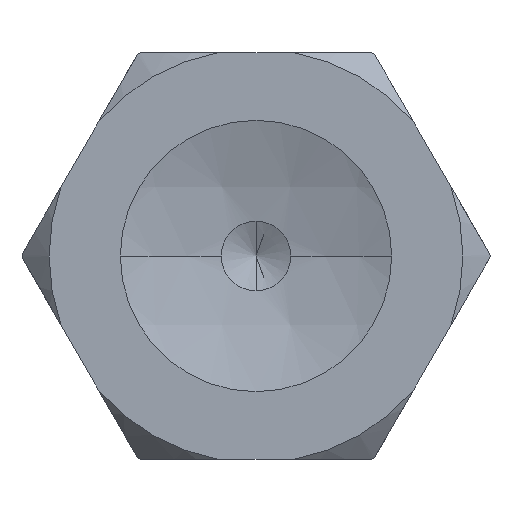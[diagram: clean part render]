
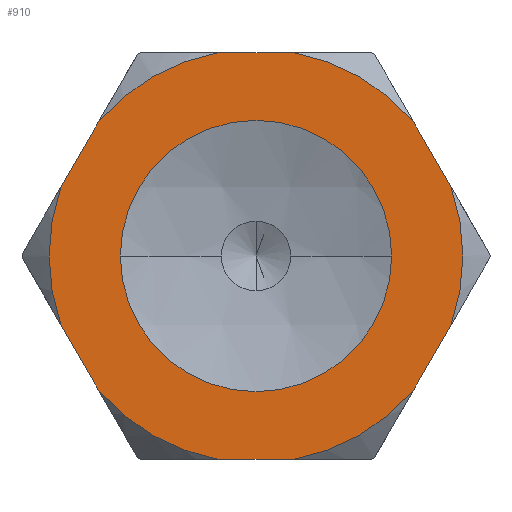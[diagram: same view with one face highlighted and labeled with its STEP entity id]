
A CAD part, front view. The second image highlights one B-rep face of the part: STEP entity #910.
In plain terms, the highlighted planar face has unit normal (0, -1, 0).
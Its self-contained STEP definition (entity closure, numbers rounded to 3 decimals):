
#6 = EDGE_CURVE ( 'NONE', #452, #848, #1277, .T. ) ;
#16 = CARTESIAN_POINT ( 'NONE',  ( 6.928, -10., -12. ) ) ;
#74 = FACE_BOUND ( 'NONE', #1195, .T. ) ;
#82 = EDGE_CURVE ( 'NONE', #1360, #1126, #1286, .T. ) ;
#83 = DIRECTION ( 'NONE',  ( 0., 0., 1. ) ) ;
#88 = LINE ( 'NONE', #908, #914 ) ;
#89 = ORIENTED_EDGE ( 'NONE', *, *, #446, .T. ) ;
#93 = AXIS2_PLACEMENT_3D ( 'NONE', #1370, #729, #83 ) ;
#98 = AXIS2_PLACEMENT_3D ( 'NONE', #870, #224, #982 ) ;
#109 = CIRCLE ( 'NONE', #1309, 12.2 ) ;
#184 = CARTESIAN_POINT ( 'NONE',  ( 0., -10., 0. ) ) ;
#191 = VECTOR ( 'NONE', #575, 1000. ) ;
#216 = EDGE_CURVE ( 'NONE', #1307, #644, #1155, .T. ) ;
#224 = DIRECTION ( 'NONE',  ( 0., 1., 0. ) ) ;
#246 = CARTESIAN_POINT ( 'NONE',  ( 0., -10., 0. ) ) ;
#251 = CARTESIAN_POINT ( 'NONE',  ( -8., -10., 0. ) ) ;
#269 = VERTEX_POINT ( 'NONE', #1208 ) ;
#277 = EDGE_CURVE ( 'NONE', #338, #269, #1088, .T. ) ;
#278 = CARTESIAN_POINT ( 'NONE',  ( 13.856, -10., 0. ) ) ;
#287 = ORIENTED_EDGE ( 'NONE', *, *, #1235, .T. ) ;
#288 = AXIS2_PLACEMENT_3D ( 'NONE', #626, #1367, #726 ) ;
#299 = CARTESIAN_POINT ( 'NONE',  ( 9.292, -10., 7.905 ) ) ;
#303 = DIRECTION ( 'NONE',  ( 0., 0., -1. ) ) ;
#316 = VECTOR ( 'NONE', #438, 1000. ) ;
#335 = VERTEX_POINT ( 'NONE', #585 ) ;
#338 = VERTEX_POINT ( 'NONE', #371 ) ;
#349 = ORIENTED_EDGE ( 'NONE', *, *, #82, .T. ) ;
#359 = DIRECTION ( 'NONE',  ( 0., 0., -1. ) ) ;
#371 = CARTESIAN_POINT ( 'NONE',  ( -11.492, -10., 4.095 ) ) ;
#373 = EDGE_CURVE ( 'NONE', #848, #1360, #651, .T. ) ;
#382 = CARTESIAN_POINT ( 'NONE',  ( 0., -10., 0. ) ) ;
#387 = VECTOR ( 'NONE', #735, 1000. ) ;
#393 = DIRECTION ( 'NONE',  ( 0., -1., 0. ) ) ;
#398 = CARTESIAN_POINT ( 'NONE',  ( -9.292, -10., -7.905 ) ) ;
#425 = DIRECTION ( 'NONE',  ( 0., 0., -1. ) ) ;
#438 = DIRECTION ( 'NONE',  ( 0.5, 0., -0.866 ) ) ;
#446 = EDGE_CURVE ( 'NONE', #1126, #700, #522, .T. ) ;
#452 = VERTEX_POINT ( 'NONE', #462 ) ;
#462 = CARTESIAN_POINT ( 'NONE',  ( 11.492, -10., -4.095 ) ) ;
#465 = ORIENTED_EDGE ( 'NONE', *, *, #1110, .T. ) ;
#479 = VECTOR ( 'NONE', #875, 1000. ) ;
#480 = VERTEX_POINT ( 'NONE', #251 ) ;
#485 = VERTEX_POINT ( 'NONE', #1004 ) ;
#488 = DIRECTION ( 'NONE',  ( 0., 0., -1. ) ) ;
#497 = ORIENTED_EDGE ( 'NONE', *, *, #6, .T. ) ;
#511 = AXIS2_PLACEMENT_3D ( 'NONE', #382, #1121, #488 ) ;
#522 = LINE ( 'NONE', #1097, #191 ) ;
#534 = VERTEX_POINT ( 'NONE', #1364 ) ;
#546 = EDGE_CURVE ( 'NONE', #480, #485, #1332, .T. ) ;
#548 = CARTESIAN_POINT ( 'NONE',  ( -2.2, -10., 12. ) ) ;
#549 = CIRCLE ( 'NONE', #98, 8. ) ;
#575 = DIRECTION ( 'NONE',  ( -1., 0., 0. ) ) ;
#585 = CARTESIAN_POINT ( 'NONE',  ( 2.2, -10., -12. ) ) ;
#589 = ORIENTED_EDGE ( 'NONE', *, *, #592, .T. ) ;
#592 = EDGE_CURVE ( 'NONE', #644, #335, #1191, .T. ) ;
#609 = DIRECTION ( 'NONE',  ( 0., 0., -1. ) ) ;
#618 = FACE_OUTER_BOUND ( 'NONE', #1394, .T. ) ;
#622 = DIRECTION ( 'NONE',  ( 0., -1., 0. ) ) ;
#626 = CARTESIAN_POINT ( 'NONE',  ( 0., -10., 0. ) ) ;
#642 = CARTESIAN_POINT ( 'NONE',  ( -13.8, -10., 0. ) ) ;
#644 = VERTEX_POINT ( 'NONE', #646 ) ;
#646 = CARTESIAN_POINT ( 'NONE',  ( -2.2, -10., -12. ) ) ;
#651 = LINE ( 'NONE', #278, #929 ) ;
#661 = ORIENTED_EDGE ( 'NONE', *, *, #829, .T. ) ;
#700 = VERTEX_POINT ( 'NONE', #548 ) ;
#710 = EDGE_CURVE ( 'NONE', #269, #1307, #1352, .T. ) ;
#726 = DIRECTION ( 'NONE',  ( 0., 0., -1. ) ) ;
#729 = DIRECTION ( 'NONE',  ( 0., 1., 0. ) ) ;
#735 = DIRECTION ( 'NONE',  ( 1., 0., 0. ) ) ;
#739 = PLANE ( 'NONE',  #1196 ) ;
#790 = ORIENTED_EDGE ( 'NONE', *, *, #710, .T. ) ;
#806 = EDGE_CURVE ( 'NONE', #700, #534, #1176, .T. ) ;
#826 = AXIS2_PLACEMENT_3D ( 'NONE', #1127, #393, #609 ) ;
#829 = EDGE_CURVE ( 'NONE', #335, #1177, #109, .T. ) ;
#833 = ORIENTED_EDGE ( 'NONE', *, *, #277, .T. ) ;
#848 = VERTEX_POINT ( 'NONE', #1255 ) ;
#870 = CARTESIAN_POINT ( 'NONE',  ( 0., -10., 0. ) ) ;
#875 = DIRECTION ( 'NONE',  ( 0.5, 0., 0.866 ) ) ;
#907 = ORIENTED_EDGE ( 'NONE', *, *, #806, .T. ) ;
#908 = CARTESIAN_POINT ( 'NONE',  ( -6.928, -10., 12. ) ) ;
#910 = ADVANCED_FACE ( 'NONE', ( #74, #618 ), #739, .T. ) ;
#914 = VECTOR ( 'NONE', #1108, 1000. ) ;
#929 = VECTOR ( 'NONE', #1131, 1000. ) ;
#945 = DIRECTION ( 'NONE',  ( 0., -1., 0. ) ) ;
#982 = DIRECTION ( 'NONE',  ( 0., 0., 1. ) ) ;
#999 = DIRECTION ( 'NONE',  ( 0., -1., 0. ) ) ;
#1004 = CARTESIAN_POINT ( 'NONE',  ( 8., -10., 0. ) ) ;
#1024 = ORIENTED_EDGE ( 'NONE', *, *, #216, .T. ) ;
#1025 = ORIENTED_EDGE ( 'NONE', *, *, #373, .T. ) ;
#1053 = CARTESIAN_POINT ( 'NONE',  ( -6.928, -10., -12. ) ) ;
#1059 = DIRECTION ( 'NONE',  ( 0., -1., 0. ) ) ;
#1061 = EDGE_CURVE ( 'NONE', #485, #480, #549, .T. ) ;
#1076 = AXIS2_PLACEMENT_3D ( 'NONE', #246, #999, #359 ) ;
#1088 = CIRCLE ( 'NONE', #1076, 12.2 ) ;
#1097 = CARTESIAN_POINT ( 'NONE',  ( 6.928, -10., 12. ) ) ;
#1101 = AXIS2_PLACEMENT_3D ( 'NONE', #1252, #622, #1363 ) ;
#1108 = DIRECTION ( 'NONE',  ( -0.5, 0., -0.866 ) ) ;
#1110 = EDGE_CURVE ( 'NONE', #1177, #452, #1290, .T. ) ;
#1121 = DIRECTION ( 'NONE',  ( 0., -1., 0. ) ) ;
#1126 = VERTEX_POINT ( 'NONE', #1193 ) ;
#1127 = CARTESIAN_POINT ( 'NONE',  ( 0., -10., 0. ) ) ;
#1131 = DIRECTION ( 'NONE',  ( -0.5, 0., 0.866 ) ) ;
#1146 = ORIENTED_EDGE ( 'NONE', *, *, #546, .T. ) ;
#1155 = CIRCLE ( 'NONE', #511, 12.2 ) ;
#1176 = CIRCLE ( 'NONE', #288, 12.2 ) ;
#1177 = VERTEX_POINT ( 'NONE', #1215 ) ;
#1178 = CARTESIAN_POINT ( 'NONE',  ( -13.856, -10., 0. ) ) ;
#1191 = LINE ( 'NONE', #1053, #387 ) ;
#1193 = CARTESIAN_POINT ( 'NONE',  ( 2.2, -10., 12. ) ) ;
#1195 = EDGE_LOOP ( 'NONE', ( #1146, #1329 ) ) ;
#1196 = AXIS2_PLACEMENT_3D ( 'NONE', #642, #1059, #425 ) ;
#1208 = CARTESIAN_POINT ( 'NONE',  ( -11.492, -10., -4.095 ) ) ;
#1215 = CARTESIAN_POINT ( 'NONE',  ( 9.292, -10., -7.905 ) ) ;
#1235 = EDGE_CURVE ( 'NONE', #534, #338, #88, .T. ) ;
#1252 = CARTESIAN_POINT ( 'NONE',  ( 0., -10., 0. ) ) ;
#1255 = CARTESIAN_POINT ( 'NONE',  ( 11.492, -10., 4.095 ) ) ;
#1277 = CIRCLE ( 'NONE', #826, 12.2 ) ;
#1286 = CIRCLE ( 'NONE', #1101, 12.2 ) ;
#1290 = LINE ( 'NONE', #16, #479 ) ;
#1307 = VERTEX_POINT ( 'NONE', #398 ) ;
#1309 = AXIS2_PLACEMENT_3D ( 'NONE', #184, #945, #303 ) ;
#1329 = ORIENTED_EDGE ( 'NONE', *, *, #1061, .T. ) ;
#1332 = CIRCLE ( 'NONE', #93, 8. ) ;
#1352 = LINE ( 'NONE', #1178, #316 ) ;
#1360 = VERTEX_POINT ( 'NONE', #299 ) ;
#1363 = DIRECTION ( 'NONE',  ( 0., 0., -1. ) ) ;
#1364 = CARTESIAN_POINT ( 'NONE',  ( -9.292, -10., 7.905 ) ) ;
#1367 = DIRECTION ( 'NONE',  ( 0., -1., 0. ) ) ;
#1370 = CARTESIAN_POINT ( 'NONE',  ( 0., -10., 0. ) ) ;
#1394 = EDGE_LOOP ( 'NONE', ( #661, #465, #497, #1025, #349, #89, #907, #287, #833, #790, #1024, #589 ) ) ;
